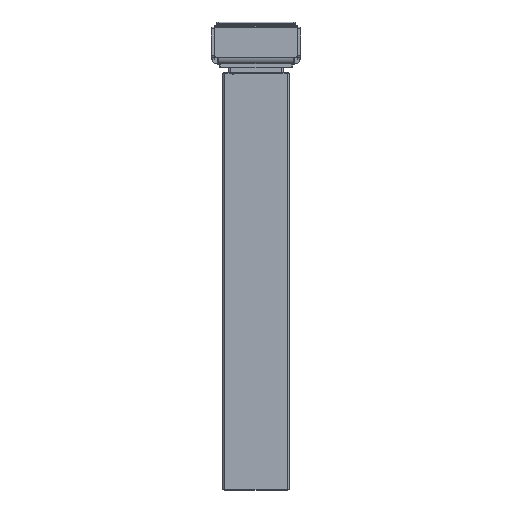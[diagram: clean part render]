
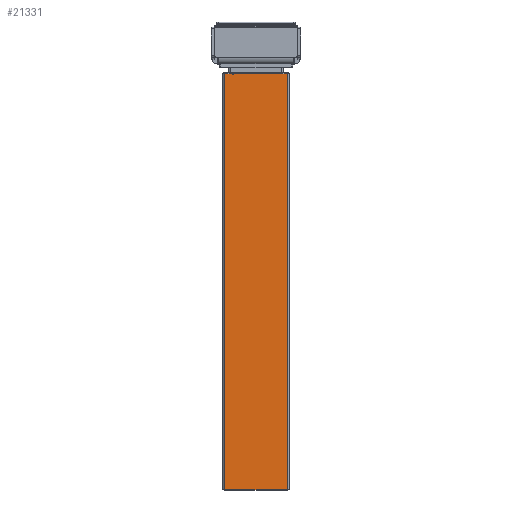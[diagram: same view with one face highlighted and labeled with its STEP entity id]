
A CAD part, top view. The second image highlights one B-rep face of the part: STEP entity #21331.
In plain terms, the highlighted planar face has unit normal (0, 0, 1).
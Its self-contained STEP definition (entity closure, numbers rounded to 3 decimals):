
#315 = VECTOR ( 'NONE', #34376, 1000. ) ;
#2933 = CARTESIAN_POINT ( 'NONE',  ( -37.5, -410.51, 70.7 ) ) ;
#3080 = VECTOR ( 'NONE', #14267, 1000. ) ;
#3700 = VERTEX_POINT ( 'NONE', #34366 ) ;
#3716 = VERTEX_POINT ( 'NONE', #19093 ) ;
#4404 = VECTOR ( 'NONE', #24897, 1000. ) ;
#5329 = DIRECTION ( 'NONE',  ( 0., 1., 0. ) ) ;
#6871 = VERTEX_POINT ( 'NONE', #2933 ) ;
#7071 = DIRECTION ( 'NONE',  ( -1., 0., 0. ) ) ;
#7601 = VERTEX_POINT ( 'NONE', #32783 ) ;
#7873 = LINE ( 'NONE', #31523, #315 ) ;
#8037 = CARTESIAN_POINT ( 'NONE',  ( -27.425, 91.99, 70.7 ) ) ;
#8511 = CARTESIAN_POINT ( 'NONE',  ( -28.925, 93.49, 70.7 ) ) ;
#9748 = CARTESIAN_POINT ( 'NONE',  ( -37.5, 91.99, 70.7 ) ) ;
#10448 = VERTEX_POINT ( 'NONE', #8037 ) ;
#12835 = LINE ( 'NONE', #33883, #20367 ) ;
#13287 = EDGE_CURVE ( 'NONE', #15849, #6871, #25034, .T. ) ;
#13325 = ORIENTED_EDGE ( 'NONE', *, *, #30185, .T. ) ;
#13850 = CARTESIAN_POINT ( 'NONE',  ( 37.5, -410.51, 70.7 ) ) ;
#13967 = DIRECTION ( 'NONE',  ( 1., 0., 0. ) ) ;
#14196 = VERTEX_POINT ( 'NONE', #26033 ) ;
#14267 = DIRECTION ( 'NONE',  ( 0., 1., 0. ) ) ;
#14658 = EDGE_CURVE ( 'NONE', #25809, #3716, #25827, .T. ) ;
#15253 = DIRECTION ( 'NONE',  ( 0., 1., 0. ) ) ;
#15419 = AXIS2_PLACEMENT_3D ( 'NONE', #13850, #31070, #13967 ) ;
#15657 = CARTESIAN_POINT ( 'NONE',  ( 37.5, -410.51, 70.7 ) ) ;
#15849 = VERTEX_POINT ( 'NONE', #31784 ) ;
#15998 = LINE ( 'NONE', #9748, #23555 ) ;
#16909 = ORIENTED_EDGE ( 'NONE', *, *, #23220, .F. ) ;
#17021 = VECTOR ( 'NONE', #5329, 1000. ) ;
#17130 = ORIENTED_EDGE ( 'NONE', *, *, #14658, .T. ) ;
#18723 = EDGE_CURVE ( 'NONE', #10448, #14196, #27122, .T. ) ;
#19093 = CARTESIAN_POINT ( 'NONE',  ( -28.925, 91.99, 70.7 ) ) ;
#19125 = CARTESIAN_POINT ( 'NONE',  ( -27.425, 93.49, 70.7 ) ) ;
#20308 = FACE_OUTER_BOUND ( 'NONE', #27834, .T. ) ;
#20367 = VECTOR ( 'NONE', #28135, 1000. ) ;
#20802 = ORIENTED_EDGE ( 'NONE', *, *, #18723, .T. ) ;
#21331 = ADVANCED_FACE ( 'NONE', ( #20308 ), #22403, .F. ) ;
#21850 = ORIENTED_EDGE ( 'NONE', *, *, #13287, .F. ) ;
#22403 = PLANE ( 'NONE',  #15419 ) ;
#23220 = EDGE_CURVE ( 'NONE', #6871, #7601, #32273, .T. ) ;
#23555 = VECTOR ( 'NONE', #29726, 1000. ) ;
#24897 = DIRECTION ( 'NONE',  ( 0., -1., 0. ) ) ;
#25034 = LINE ( 'NONE', #15657, #31738 ) ;
#25275 = EDGE_CURVE ( 'NONE', #15849, #3700, #32221, .T. ) ;
#25809 = VERTEX_POINT ( 'NONE', #28328 ) ;
#25827 = LINE ( 'NONE', #8511, #3080 ) ;
#26033 = CARTESIAN_POINT ( 'NONE',  ( -27.425, 91.49, 70.7 ) ) ;
#27122 = LINE ( 'NONE', #19125, #4404 ) ;
#27246 = ORIENTED_EDGE ( 'NONE', *, *, #31074, .T. ) ;
#27473 = ORIENTED_EDGE ( 'NONE', *, *, #25275, .T. ) ;
#27834 = EDGE_LOOP ( 'NONE', ( #27473, #13325, #20802, #27246, #17130, #34974, #16909, #21850 ) ) ;
#28135 = DIRECTION ( 'NONE',  ( -1., 0., 0. ) ) ;
#28328 = CARTESIAN_POINT ( 'NONE',  ( -28.925, 91.49, 70.7 ) ) ;
#29726 = DIRECTION ( 'NONE',  ( -1., 0., 0. ) ) ;
#30185 = EDGE_CURVE ( 'NONE', #3700, #10448, #15998, .T. ) ;
#31070 = DIRECTION ( 'NONE',  ( 0., 0., -1. ) ) ;
#31074 = EDGE_CURVE ( 'NONE', #14196, #25809, #12835, .T. ) ;
#31392 = VECTOR ( 'NONE', #15253, 1000. ) ;
#31523 = CARTESIAN_POINT ( 'NONE',  ( -37.5, 91.99, 70.7 ) ) ;
#31738 = VECTOR ( 'NONE', #7071, 1000. ) ;
#31784 = CARTESIAN_POINT ( 'NONE',  ( 37.5, -410.51, 70.7 ) ) ;
#32221 = LINE ( 'NONE', #33853, #17021 ) ;
#32273 = LINE ( 'NONE', #32350, #31392 ) ;
#32350 = CARTESIAN_POINT ( 'NONE',  ( -37.5, -410.51, 70.7 ) ) ;
#32783 = CARTESIAN_POINT ( 'NONE',  ( -37.5, 91.99, 70.7 ) ) ;
#33853 = CARTESIAN_POINT ( 'NONE',  ( 37.5, -410.51, 70.7 ) ) ;
#33883 = CARTESIAN_POINT ( 'NONE',  ( 37.5, 91.49, 70.7 ) ) ;
#34366 = CARTESIAN_POINT ( 'NONE',  ( 37.5, 91.99, 70.7 ) ) ;
#34376 = DIRECTION ( 'NONE',  ( -1., 0., 0. ) ) ;
#34952 = EDGE_CURVE ( 'NONE', #3716, #7601, #7873, .T. ) ;
#34974 = ORIENTED_EDGE ( 'NONE', *, *, #34952, .T. ) ;
